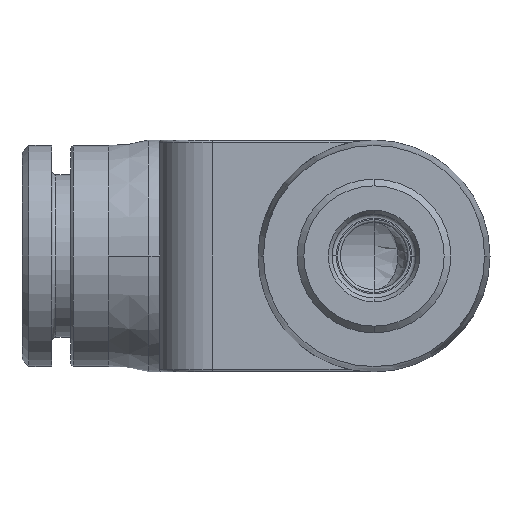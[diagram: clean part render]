
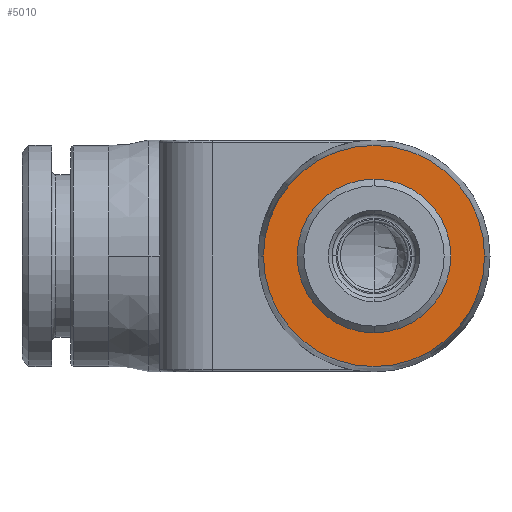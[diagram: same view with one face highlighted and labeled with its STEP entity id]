
A CAD part, front view. The second image highlights one B-rep face of the part: STEP entity #5010.
In plain terms, the highlighted planar face has unit normal (0, -1, 0).
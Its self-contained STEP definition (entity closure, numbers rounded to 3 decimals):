
#1922=CARTESIAN_POINT('',(0.,-19.7,0.));
#1923=DIRECTION('',(0.,-1.,0.));
#1924=DIRECTION('',(-1.,0.,0.));
#1925=AXIS2_PLACEMENT_3D('',#1922,#1923,#1924);
#1927=CARTESIAN_POINT('',(0.,-19.7,0.));
#1928=DIRECTION('',(0.,1.,0.));
#1929=DIRECTION('',(-1.,0.,0.));
#1930=AXIS2_PLACEMENT_3D('',#1927,#1928,#1929);
#1932=CARTESIAN_POINT('',(0.,-19.7,0.));
#1933=DIRECTION('',(0.,-1.,0.));
#1934=DIRECTION('',(0.,0.,1.));
#1935=AXIS2_PLACEMENT_3D('',#1932,#1933,#1934);
#1937=CARTESIAN_POINT('',(0.,-19.7,0.));
#1938=DIRECTION('',(0.,-1.,0.));
#1939=DIRECTION('',(0.,0.,-1.));
#1940=AXIS2_PLACEMENT_3D('',#1937,#1938,#1939);
#2231=CARTESIAN_POINT('',(0.,-19.7,5.7));
#2232=VERTEX_POINT('',#2231);
#2233=CARTESIAN_POINT('',(0.,-19.7,-5.7));
#2234=VERTEX_POINT('',#2233);
#2240=CARTESIAN_POINT('',(-8.2,-19.7,0.));
#2242=VERTEX_POINT('',#2240);
#2244=CARTESIAN_POINT('',(8.2,-19.7,0.));
#2246=VERTEX_POINT('',#2244);
#4995=CARTESIAN_POINT('',(0.,-19.7,0.));
#4996=DIRECTION('',(0.,-1.,0.));
#4997=DIRECTION('',(1.,0.,0.));
#4998=AXIS2_PLACEMENT_3D('',#4995,#4996,#4997);
#4999=PLANE('',#4998);
#5001=ORIENTED_EDGE('',*,*,#5000,.F.);
#5003=ORIENTED_EDGE('',*,*,#5002,.T.);
#5004=EDGE_LOOP('',(#5001,#5003));
#5005=FACE_OUTER_BOUND('',#5004,.F.);
#5006=ORIENTED_EDGE('',*,*,#4976,.T.);
#5007=ORIENTED_EDGE('',*,*,#4987,.T.);
#5008=EDGE_LOOP('',(#5006,#5007));
#5009=FACE_BOUND('',#5008,.F.);
#5010=ADVANCED_FACE('',(#5005,#5009),#4999,.T.);
#1926=CIRCLE('',#1925,8.2);
#1931=CIRCLE('',#1930,8.2);
#1936=CIRCLE('',#1935,5.7);
#1941=CIRCLE('',#1940,5.7);
#4976=EDGE_CURVE('',#2232,#2234,#1936,.T.);
#4987=EDGE_CURVE('',#2234,#2232,#1941,.T.);
#5000=EDGE_CURVE('',#2242,#2246,#1926,.T.);
#5002=EDGE_CURVE('',#2242,#2246,#1931,.T.);
